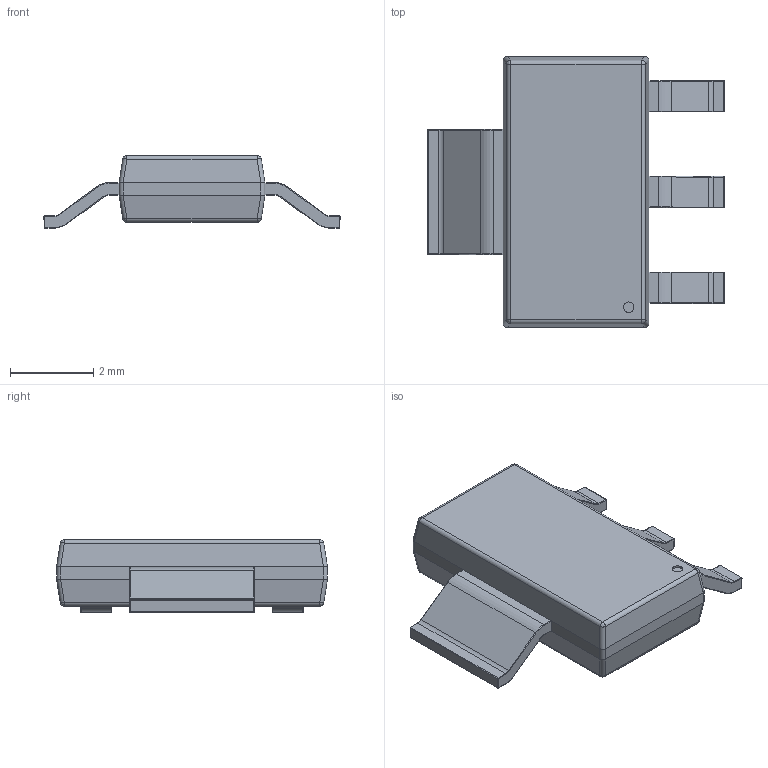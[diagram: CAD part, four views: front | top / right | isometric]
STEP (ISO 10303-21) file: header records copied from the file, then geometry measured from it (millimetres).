
FILE_DESCRIPTION (( 'STEP AP214' ), '1' );
FILE_NAME ('SOT-223.STEP', '2024-06-13T03:11:45', ( '' ), ( '' ), 'SwSTEP 2.0', 'SolidWorks 2022', '' );
FILE_SCHEMA (( 'AUTOMOTIVE_DESIGN' ));
Length unit declared in the file: millimetre
Products named in the file (1): SOT-223
Bounding box: 7.11 x 6.5 x 1.75 mm (x, y, z)
Volume: 38.3 mm3; surface area: 101.2 mm2
Topology: 5 solids, 5 shells, 229 faces, 534 edges, 276 vertices
Faces by surface type: cylinder 106, bspline 68, plane 55
Entity records: 9429 total; most frequent: CARTESIAN_POINT 2188, ORIENTED_EDGE 988, DIRECTION 970, EDGE_CURVE 494, AXIS2_PLACEMENT_3D 370, VERTEX_POINT 276, UNCERTAINTY_MEASURE_WITH_UNIT 236, COLOUR_RGB 235
